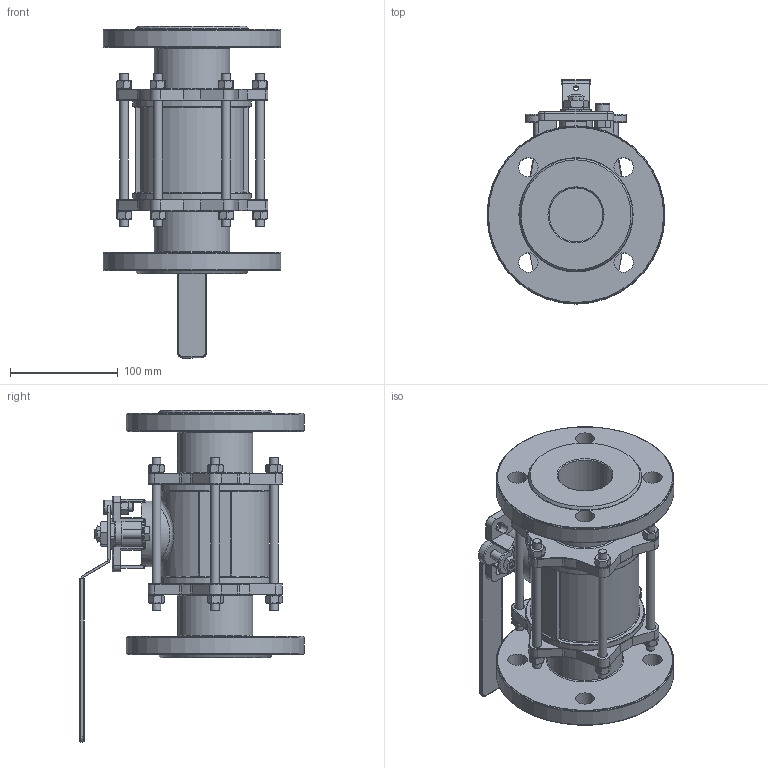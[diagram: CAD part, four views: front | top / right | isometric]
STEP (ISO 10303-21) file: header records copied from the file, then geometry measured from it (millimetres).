
FILE_DESCRIPTION(/* description */ (''),/* implementation_level */ '2;1');
FILE_NAME(/* name */ 'DN50_3D_STEP.stp',/* time_stamp */ '2024-11-01T12:33:15+03:00',/* author */ ('igorr'),/* organization */ (''),/* preprocessor_version */ 'ST-DEVELOPER v20',/* originating_system */ 'Autodesk Inventor 2025',/* authorisation */ '');
FILE_SCHEMA (('AUTOMOTIVE_DESIGN { 1 0 10303 214 3 1 1 }'));
Length unit declared in the file: millimetre
Products named in the file (9): Сборка; Деталь1; Деталь6; AS 1420 - 1973 - M8 x 20; AS 1112 - M8  Тип 8; AS 1112 - M8  Тип 5; ISO 4035 - M14; AS 1110 - M8 x 25; BS 3692 - M8
Assembly tree (21 placements, depth 2):
  Сборка
    Деталь1
    Деталь6
    AS 1420 - 1973 - M8 x 20
    AS 1112 - M8  Тип 8
    AS 1112 - M8  Тип 5  x12
    ISO 4035 - M14
    AS 1110 - M8 x 25  x2
    BS 3692 - M8  x2
Bounding box: 165 x 208 x 308 mm (x, y, z)
Volume: 1996860.1 mm3; surface area: 279299.4 mm2
Topology: 25 solids, 25 shells, 1119 faces, 2655 edges, 1611 vertices
Faces by surface type: plane 420, cone 265, cylinder 245, torus 109, bspline 80
Full cylindrical faces by diameter (mm): 5 x1, 6.647 x15, 7.851 x2, 8 x10, 9 x12, 11.835 x1, 13 x3, 14 x12, 17.851 x2, 18 x8, 30 x1, 50 x2, 61 x1, 70 x2, 100 x2, 110 x2, 165 x2
Entity records: 27023 total; most frequent: CARTESIAN_POINT 6872, DIRECTION 3991, ORIENTED_EDGE 3990, EDGE_CURVE 1995, AXIS2_PLACEMENT_3D 1537, VERTEX_POINT 1233, EDGE_LOOP 928, LINE 917
